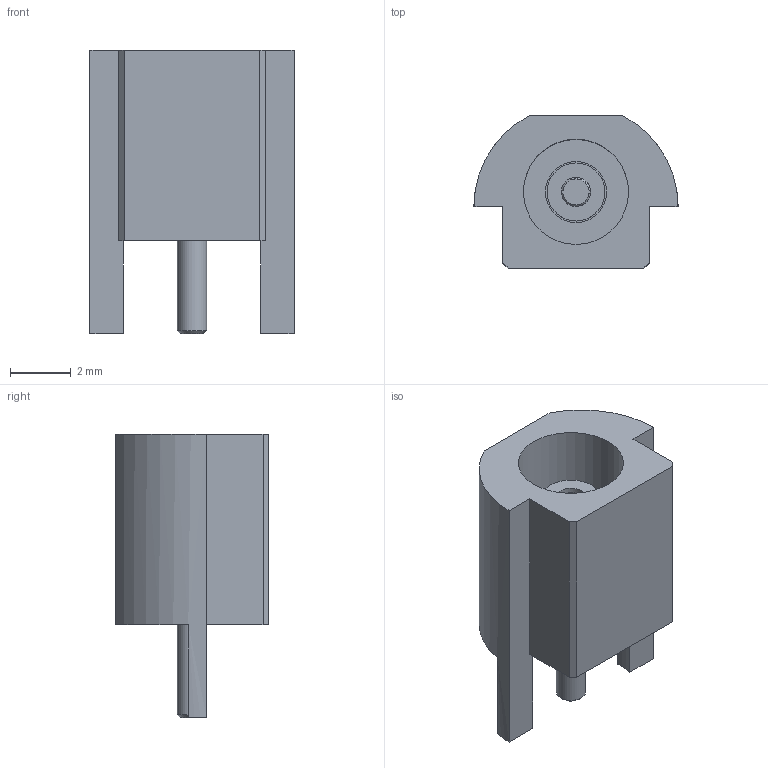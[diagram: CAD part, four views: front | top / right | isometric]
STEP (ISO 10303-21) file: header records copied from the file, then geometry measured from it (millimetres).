
FILE_DESCRIPTION(/* description */ ('Unknown'),/* implementation_level */ '2;1');
FILE_NAME(/* name */ '60612202111308',/* time_stamp */ '2019-03-01T13:42:03+01:00',/* author */ ('Unknown'),/* organization */ ('Unknown'),/* preprocessor_version */ 'ST-DEVELOPER v16.7',/* originating_system */ 'DEX',/* authorisation */ $);
FILE_SCHEMA (('AUTOMOTIVE_DESIGN {1 0 10303 214 3 1 1}'));
Length unit declared in the file: millimetre
Products named in the file (1): 60612202111308
Bounding box: 6.7 x 5 x 9.3 mm (x, y, z)
Volume: 138.5 mm3; surface area: 300.4 mm2
Topology: 1 solids, 1 shells, 45 faces, 103 edges, 69 vertices
Faces by surface type: plane 27, cylinder 15, cone 3
Full cylindrical faces by diameter (mm): 0.96 x2, 1.9 x1, 2 x1, 3.05 x1, 3.15 x1, 3.42 x1, 3.45 x1, 3.55 x1
Entity records: 1555 total; most frequent: DIRECTION 222, CARTESIAN_POINT 214, ORIENTED_EDGE 180, EDGE_CURVE 90, AXIS2_PLACEMENT_3D 90, VERTEX_POINT 66, EDGE_LOOP 64, FACE_BOUND 64
